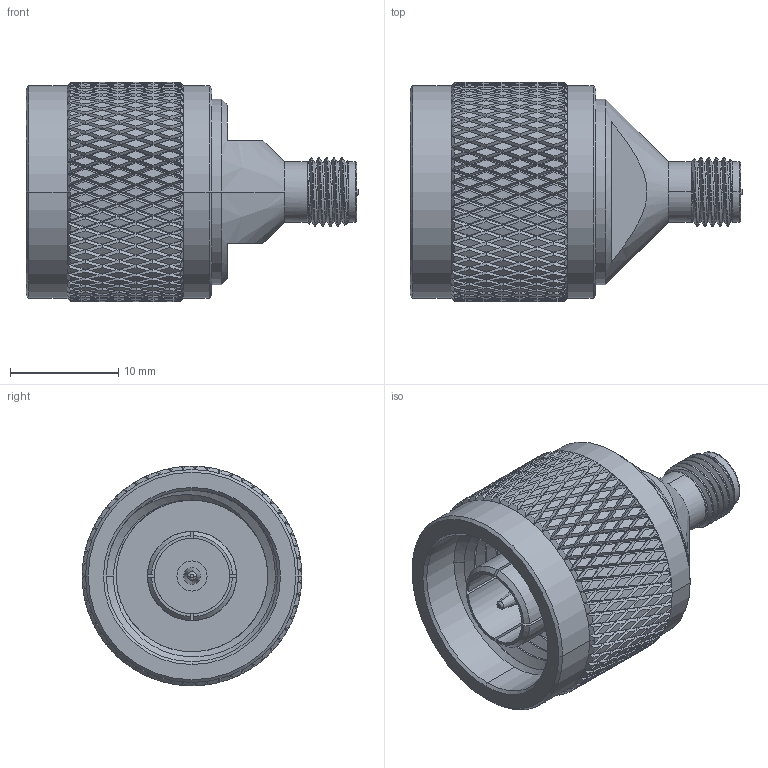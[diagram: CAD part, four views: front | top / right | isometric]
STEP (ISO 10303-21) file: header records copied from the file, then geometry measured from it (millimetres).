
FILE_DESCRIPTION (( 'STEP AP203' ), '1' );
FILE_NAME ('SM5815.step', '2018-09-26T16:54:09', ( '' ), ( '' ), 'SwSTEP 2.0', 'SolidWorks 2017', '' );
FILE_SCHEMA (( 'CONFIG_CONTROL_DESIGN' ));
Products named in the file (1): SM5815
Bounding box: 30.73 x 20.32 x 20.32 mm (x, y, z)
Volume: 4654.8 mm3; surface area: 3668.1 mm2
Topology: 1 solids, 2 shells, 2329 faces, 4979 edges, 2664 vertices
Faces by surface type: bspline 1768, cylinder 493, cone 33, plane 33, torus 2
Entity records: 85219 total; most frequent: CARTESIAN_POINT 54658, ORIENTED_EDGE 9954, EDGE_CURVE 4977, VERTEX_POINT 2664, EDGE_LOOP 2341, FACE_OUTER_BOUND 2329, ADVANCED_FACE 2329, B_SPLINE_CURVE_WITH_KNOTS 2179
